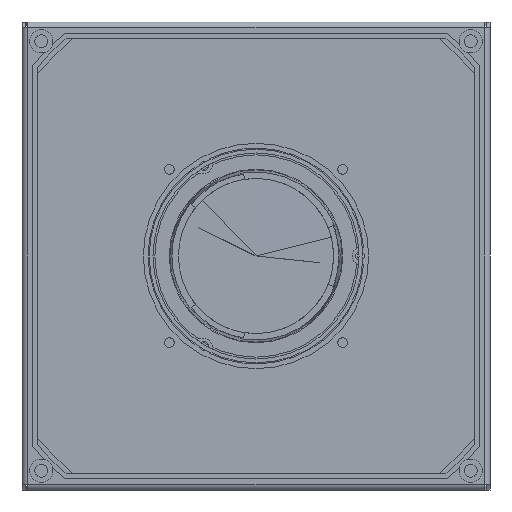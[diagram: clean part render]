
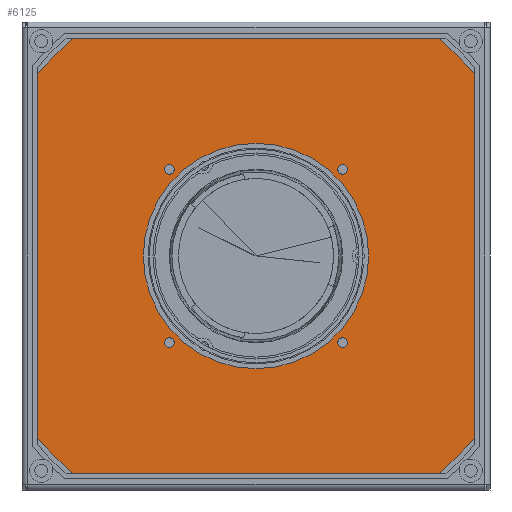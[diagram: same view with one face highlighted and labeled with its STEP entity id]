
A CAD part, front view. The second image highlights one B-rep face of the part: STEP entity #6125.
In plain terms, the highlighted face is planar.
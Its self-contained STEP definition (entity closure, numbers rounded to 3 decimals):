
#5770=CARTESIAN_POINT('',(0.,10.,0.));
#5771=DIRECTION('',(0.,-1.,0.));
#5772=DIRECTION('',(1.,0.,0.));
#5773=AXIS2_PLACEMENT_3D('',#5770,#5771,#5772);
#5775=CARTESIAN_POINT('',(0.,10.,0.));
#5776=DIRECTION('',(0.,-1.,0.));
#5777=DIRECTION('',(-1.,0.,0.));
#5778=AXIS2_PLACEMENT_3D('',#5775,#5776,#5777);
#5780=CARTESIAN_POINT('',(-45.,10.,-45.));
#5781=DIRECTION('',(0.,-1.,0.));
#5782=DIRECTION('',(1.,0.,0.));
#5783=AXIS2_PLACEMENT_3D('',#5780,#5781,#5782);
#5785=CARTESIAN_POINT('',(-45.,10.,-45.));
#5786=DIRECTION('',(0.,-1.,0.));
#5787=DIRECTION('',(-1.,0.,0.));
#5788=AXIS2_PLACEMENT_3D('',#5785,#5786,#5787);
#5790=CARTESIAN_POINT('',(-45.,10.,45.));
#5791=DIRECTION('',(0.,-1.,0.));
#5792=DIRECTION('',(1.,0.,0.));
#5793=AXIS2_PLACEMENT_3D('',#5790,#5791,#5792);
#5795=CARTESIAN_POINT('',(-45.,10.,45.));
#5796=DIRECTION('',(0.,-1.,0.));
#5797=DIRECTION('',(-1.,0.,0.));
#5798=AXIS2_PLACEMENT_3D('',#5795,#5796,#5797);
#5800=CARTESIAN_POINT('',(45.,10.,45.));
#5801=DIRECTION('',(0.,-1.,0.));
#5802=DIRECTION('',(1.,0.,0.));
#5803=AXIS2_PLACEMENT_3D('',#5800,#5801,#5802);
#5805=CARTESIAN_POINT('',(45.,10.,45.));
#5806=DIRECTION('',(0.,-1.,0.));
#5807=DIRECTION('',(-1.,0.,0.));
#5808=AXIS2_PLACEMENT_3D('',#5805,#5806,#5807);
#5810=CARTESIAN_POINT('',(45.,10.,-45.));
#5811=DIRECTION('',(0.,-1.,0.));
#5812=DIRECTION('',(1.,0.,0.));
#5813=AXIS2_PLACEMENT_3D('',#5810,#5811,#5812);
#5815=CARTESIAN_POINT('',(45.,10.,-45.));
#5816=DIRECTION('',(0.,-1.,0.));
#5817=DIRECTION('',(-1.,0.,0.));
#5818=AXIS2_PLACEMENT_3D('',#5815,#5816,#5817);
#5820=CARTESIAN_POINT('',(-116.,10.,-116.));
#5821=DIRECTION('',(0.,1.,0.));
#5822=DIRECTION('',(0.,0.,-1.));
#5823=AXIS2_PLACEMENT_3D('',#5820,#5821,#5822);
#5825=DIRECTION('',(-1.,0.,0.));
#5826=VECTOR('',#5825,232.);
#5827=CARTESIAN_POINT('',(116.,10.,-118.));
#5828=LINE('',#5827,#5826);
#5829=CARTESIAN_POINT('',(116.,10.,-116.));
#5830=DIRECTION('',(0.,1.,0.));
#5831=DIRECTION('',(1.,0.,0.));
#5832=AXIS2_PLACEMENT_3D('',#5829,#5830,#5831);
#5834=DIRECTION('',(0.,0.,-1.));
#5835=VECTOR('',#5834,232.);
#5836=CARTESIAN_POINT('',(118.,10.,116.));
#5837=LINE('',#5836,#5835);
#5838=CARTESIAN_POINT('',(116.,10.,116.));
#5839=DIRECTION('',(0.,1.,0.));
#5840=DIRECTION('',(0.,0.,1.));
#5841=AXIS2_PLACEMENT_3D('',#5838,#5839,#5840);
#5843=DIRECTION('',(1.,0.,0.));
#5844=VECTOR('',#5843,232.);
#5845=CARTESIAN_POINT('',(-116.,10.,118.));
#5846=LINE('',#5845,#5844);
#5847=CARTESIAN_POINT('',(-116.,10.,116.));
#5848=DIRECTION('',(0.,1.,0.));
#5849=DIRECTION('',(-1.,0.,0.));
#5850=AXIS2_PLACEMENT_3D('',#5847,#5848,#5849);
#5852=DIRECTION('',(0.,0.,1.));
#5853=VECTOR('',#5852,232.);
#5854=CARTESIAN_POINT('',(-118.,10.,-116.));
#5855=LINE('',#5854,#5853);
#5956=CARTESIAN_POINT('',(58.5,10.,0.));
#5957=CARTESIAN_POINT('',(-58.5,10.,0.));
#5958=VERTEX_POINT('',#5956);
#5959=VERTEX_POINT('',#5957);
#5960=CARTESIAN_POINT('',(-42.5,10.,-45.));
#5961=CARTESIAN_POINT('',(-47.5,10.,-45.));
#5962=VERTEX_POINT('',#5960);
#5963=VERTEX_POINT('',#5961);
#5964=CARTESIAN_POINT('',(-42.5,10.,45.));
#5965=CARTESIAN_POINT('',(-47.5,10.,45.));
#5966=VERTEX_POINT('',#5964);
#5967=VERTEX_POINT('',#5965);
#5968=CARTESIAN_POINT('',(47.5,10.,45.));
#5969=CARTESIAN_POINT('',(42.5,10.,45.));
#5970=VERTEX_POINT('',#5968);
#5971=VERTEX_POINT('',#5969);
#5972=CARTESIAN_POINT('',(47.5,10.,-45.));
#5973=CARTESIAN_POINT('',(42.5,10.,-45.));
#5974=VERTEX_POINT('',#5972);
#5975=VERTEX_POINT('',#5973);
#5976=CARTESIAN_POINT('',(-116.,10.,-118.));
#5977=CARTESIAN_POINT('',(-118.,10.,-116.));
#5978=VERTEX_POINT('',#5976);
#5979=VERTEX_POINT('',#5977);
#5980=CARTESIAN_POINT('',(-118.,10.,116.));
#5981=VERTEX_POINT('',#5980);
#5982=CARTESIAN_POINT('',(-116.,10.,118.));
#5983=VERTEX_POINT('',#5982);
#5984=CARTESIAN_POINT('',(116.,10.,118.));
#5985=VERTEX_POINT('',#5984);
#5986=CARTESIAN_POINT('',(118.,10.,116.));
#5987=VERTEX_POINT('',#5986);
#5988=CARTESIAN_POINT('',(118.,10.,-116.));
#5989=VERTEX_POINT('',#5988);
#5990=CARTESIAN_POINT('',(116.,10.,-118.));
#5991=VERTEX_POINT('',#5990);
#6074=CARTESIAN_POINT('',(0.,10.,0.));
#6075=DIRECTION('',(0.,1.,0.));
#6076=DIRECTION('',(1.,0.,0.));
#6077=AXIS2_PLACEMENT_3D('',#6074,#6075,#6076);
#6078=PLANE('',#6077);
#6080=ORIENTED_EDGE('',*,*,#6079,.F.);
#6082=ORIENTED_EDGE('',*,*,#6081,.F.);
#6084=ORIENTED_EDGE('',*,*,#6083,.F.);
#6086=ORIENTED_EDGE('',*,*,#6085,.F.);
#6088=ORIENTED_EDGE('',*,*,#6087,.F.);
#6090=ORIENTED_EDGE('',*,*,#6089,.F.);
#6092=ORIENTED_EDGE('',*,*,#6091,.F.);
#6094=ORIENTED_EDGE('',*,*,#6093,.F.);
#6095=EDGE_LOOP('',(#6080,#6082,#6084,#6086,#6088,#6090,#6092,#6094));
#6096=FACE_OUTER_BOUND('',#6095,.F.);
#6098=ORIENTED_EDGE('',*,*,#6097,.F.);
#6100=ORIENTED_EDGE('',*,*,#6099,.F.);
#6101=EDGE_LOOP('',(#6098,#6100));
#6102=FACE_BOUND('',#6101,.F.);
#6104=ORIENTED_EDGE('',*,*,#6103,.F.);
#6106=ORIENTED_EDGE('',*,*,#6105,.F.);
#6107=EDGE_LOOP('',(#6104,#6106));
#6108=FACE_BOUND('',#6107,.F.);
#6110=ORIENTED_EDGE('',*,*,#6109,.F.);
#6112=ORIENTED_EDGE('',*,*,#6111,.F.);
#6113=EDGE_LOOP('',(#6110,#6112));
#6114=FACE_BOUND('',#6113,.F.);
#6116=ORIENTED_EDGE('',*,*,#6115,.F.);
#6118=ORIENTED_EDGE('',*,*,#6117,.F.);
#6119=EDGE_LOOP('',(#6116,#6118));
#6120=FACE_BOUND('',#6119,.F.);
#6121=ORIENTED_EDGE('',*,*,#6054,.F.);
#6122=ORIENTED_EDGE('',*,*,#6068,.F.);
#6123=EDGE_LOOP('',(#6121,#6122));
#6124=FACE_BOUND('',#6123,.F.);
#5774=CIRCLE('',#5773,58.5);
#5779=CIRCLE('',#5778,58.5);
#5784=CIRCLE('',#5783,2.5);
#5789=CIRCLE('',#5788,2.5);
#5794=CIRCLE('',#5793,2.5);
#5799=CIRCLE('',#5798,2.5);
#5804=CIRCLE('',#5803,2.5);
#5809=CIRCLE('',#5808,2.5);
#5814=CIRCLE('',#5813,2.5);
#5819=CIRCLE('',#5818,2.5);
#5824=CIRCLE('',#5823,2.);
#5833=CIRCLE('',#5832,2.);
#5842=CIRCLE('',#5841,2.);
#5851=CIRCLE('',#5850,2.);
#6054=EDGE_CURVE('',#5958,#5959,#5774,.T.);
#6068=EDGE_CURVE('',#5959,#5958,#5779,.T.);
#6079=EDGE_CURVE('',#5978,#5979,#5824,.T.);
#6081=EDGE_CURVE('',#5991,#5978,#5828,.T.);
#6083=EDGE_CURVE('',#5989,#5991,#5833,.T.);
#6085=EDGE_CURVE('',#5987,#5989,#5837,.T.);
#6087=EDGE_CURVE('',#5985,#5987,#5842,.T.);
#6089=EDGE_CURVE('',#5983,#5985,#5846,.T.);
#6091=EDGE_CURVE('',#5981,#5983,#5851,.T.);
#6093=EDGE_CURVE('',#5979,#5981,#5855,.T.);
#6097=EDGE_CURVE('',#5962,#5963,#5784,.T.);
#6099=EDGE_CURVE('',#5963,#5962,#5789,.T.);
#6103=EDGE_CURVE('',#5966,#5967,#5794,.T.);
#6105=EDGE_CURVE('',#5967,#5966,#5799,.T.);
#6109=EDGE_CURVE('',#5970,#5971,#5804,.T.);
#6111=EDGE_CURVE('',#5971,#5970,#5809,.T.);
#6115=EDGE_CURVE('',#5974,#5975,#5814,.T.);
#6117=EDGE_CURVE('',#5975,#5974,#5819,.T.);
#6125=ADVANCED_FACE('',(#6096,#6102,#6108,#6114,#6120,#6124),#6078,.T.);
